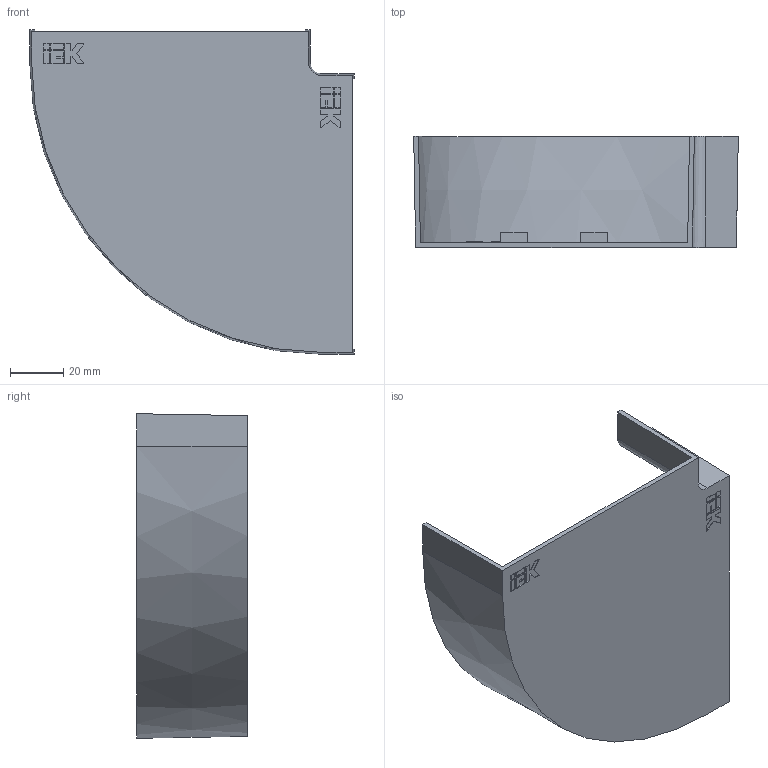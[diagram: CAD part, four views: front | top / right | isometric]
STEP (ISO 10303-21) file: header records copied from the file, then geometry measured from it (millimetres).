
FILE_DESCRIPTION (( 'STEP AP214' ), '1' );
FILE_NAME ('ÊÌÏ 100õ40 (3 î÷åðåäü)_èçì.1.STEP', '2016-06-22T08:30:52', ( '' ), ( '' ), 'SwSTEP 2.0', 'SolidWorks 2014', '' );
FILE_SCHEMA (( 'AUTOMOTIVE_DESIGN' ));
Length unit declared in the file: millimetre
Products named in the file (1): ÊÌÏ 100õ40 (3 î÷åðåäü)_èçì.1
Bounding box: 121.75 x 41.6 x 121.75 mm (x, y, z)
Volume: 37356.4 mm3; surface area: 42880.1 mm2
Topology: 1 solids, 1 shells, 296 faces, 804 edges, 536 vertices
Faces by surface type: plane 197, bspline 91, cylinder 4, cone 4
Entity records: 11848 total; most frequent: CARTESIAN_POINT 4944, ORIENTED_EDGE 1608, DIRECTION 1050, EDGE_CURVE 804, LINE 606, VECTOR 606, VERTEX_POINT 536, EDGE_LOOP 322
